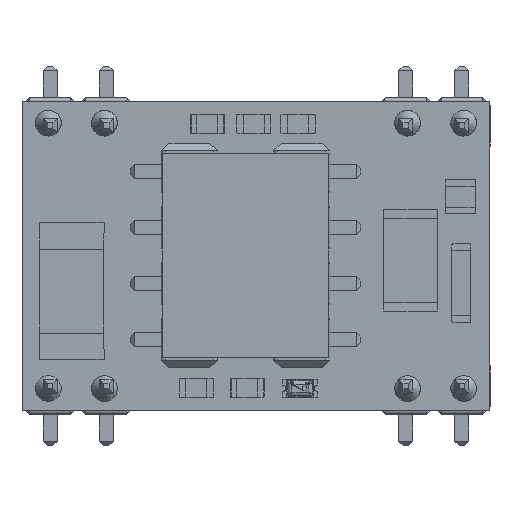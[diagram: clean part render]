
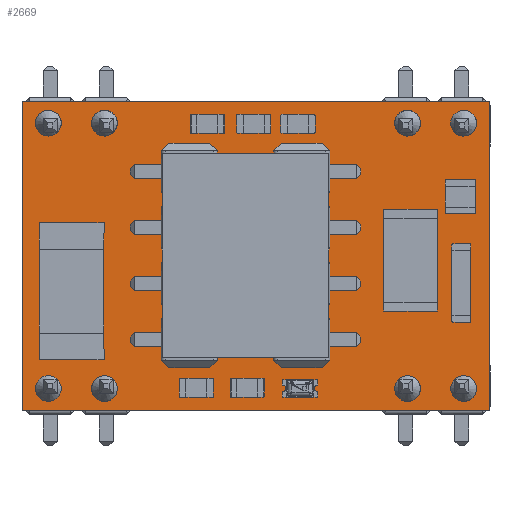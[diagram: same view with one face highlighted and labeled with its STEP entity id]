
A CAD part, top view. The second image highlights one B-rep face of the part: STEP entity #2669.
In plain terms, the highlighted planar face has unit normal (0, 0, 1).
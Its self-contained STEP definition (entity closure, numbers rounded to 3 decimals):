
#1802=CIRCLE('',#19819,0.583);
#1804=CIRCLE('',#19822,0.583);
#1805=CIRCLE('',#19823,0.583);
#1806=CIRCLE('',#19824,0.583);
#1807=CIRCLE('',#19825,0.583);
#1808=CIRCLE('',#19826,0.583);
#1809=CIRCLE('',#19827,0.583);
#1810=CIRCLE('',#19828,0.583);
#1952=FACE_BOUND('',#5580,.T.);
#1953=FACE_BOUND('',#5581,.T.);
#1954=FACE_BOUND('',#5582,.T.);
#1955=FACE_BOUND('',#5583,.T.);
#1956=FACE_BOUND('',#5584,.T.);
#1957=FACE_BOUND('',#5585,.T.);
#1958=FACE_BOUND('',#5586,.T.);
#1959=FACE_BOUND('',#5587,.T.);
#1960=FACE_BOUND('',#5588,.T.);
#2669=ADVANCED_FACE('',(#1952,#1953,#1954,#1955,#1956,#1957,#1958,#1959,
#1960),#3692,.F.);
#3692=PLANE('',#19829);
#5580=EDGE_LOOP('',(#7225));
#5581=EDGE_LOOP('',(#7226));
#5582=EDGE_LOOP('',(#7227));
#5583=EDGE_LOOP('',(#7228));
#5584=EDGE_LOOP('',(#7229));
#5585=EDGE_LOOP('',(#7230));
#5586=EDGE_LOOP('',(#7231));
#5587=EDGE_LOOP('',(#7232,#7233,#7234,#7235));
#5588=EDGE_LOOP('',(#7236));
#7225=ORIENTED_EDGE('',*,*,#13587,.F.);
#7226=ORIENTED_EDGE('',*,*,#13588,.F.);
#7227=ORIENTED_EDGE('',*,*,#13589,.F.);
#7228=ORIENTED_EDGE('',*,*,#13590,.F.);
#7229=ORIENTED_EDGE('',*,*,#13591,.F.);
#7230=ORIENTED_EDGE('',*,*,#13592,.F.);
#7231=ORIENTED_EDGE('',*,*,#13593,.F.);
#7232=ORIENTED_EDGE('',*,*,#13594,.T.);
#7233=ORIENTED_EDGE('',*,*,#13595,.T.);
#7234=ORIENTED_EDGE('',*,*,#13596,.T.);
#7235=ORIENTED_EDGE('',*,*,#13597,.T.);
#7236=ORIENTED_EDGE('',*,*,#13585,.F.);
#11849=VERTEX_POINT('',#26057);
#11851=VERTEX_POINT('',#26062);
#11852=VERTEX_POINT('',#26064);
#11853=VERTEX_POINT('',#26066);
#11854=VERTEX_POINT('',#26068);
#11855=VERTEX_POINT('',#26070);
#11856=VERTEX_POINT('',#26072);
#11857=VERTEX_POINT('',#26074);
#11858=VERTEX_POINT('',#26076);
#11859=VERTEX_POINT('',#26077);
#11860=VERTEX_POINT('',#26079);
#11861=VERTEX_POINT('',#26081);
#13585=EDGE_CURVE('',#11849,#11849,#1802,.T.);
#13587=EDGE_CURVE('',#11851,#11851,#1804,.T.);
#13588=EDGE_CURVE('',#11852,#11852,#1805,.T.);
#13589=EDGE_CURVE('',#11853,#11853,#1806,.T.);
#13590=EDGE_CURVE('',#11854,#11854,#1807,.T.);
#13591=EDGE_CURVE('',#11855,#11855,#1808,.T.);
#13592=EDGE_CURVE('',#11856,#11856,#1809,.T.);
#13593=EDGE_CURVE('',#11857,#11857,#1810,.T.);
#13594=EDGE_CURVE('',#11858,#11859,#16046,.T.);
#13595=EDGE_CURVE('',#11859,#11860,#16047,.T.);
#13596=EDGE_CURVE('',#11860,#11861,#16048,.T.);
#13597=EDGE_CURVE('',#11861,#11858,#16049,.T.);
#16046=LINE('',#26075,#17983);
#16047=LINE('',#26078,#17984);
#16048=LINE('',#26080,#17985);
#16049=LINE('',#26082,#17986);
#17983=VECTOR('',#21365,1.);
#17984=VECTOR('',#21366,1.);
#17985=VECTOR('',#21367,1.);
#17986=VECTOR('',#21368,1.);
#19819=AXIS2_PLACEMENT_3D('',#26056,#21345,#21346);
#19822=AXIS2_PLACEMENT_3D('',#26061,#21351,#21352);
#19823=AXIS2_PLACEMENT_3D('',#26063,#21353,#21354);
#19824=AXIS2_PLACEMENT_3D('',#26065,#21355,#21356);
#19825=AXIS2_PLACEMENT_3D('',#26067,#21357,#21358);
#19826=AXIS2_PLACEMENT_3D('',#26069,#21359,#21360);
#19827=AXIS2_PLACEMENT_3D('',#26071,#21361,#21362);
#19828=AXIS2_PLACEMENT_3D('',#26073,#21363,#21364);
#19829=AXIS2_PLACEMENT_3D('',#26083,#21369,#21370);
#21345=DIRECTION('',(0.,0.,1.));
#21346=DIRECTION('',(1.,0.,0.));
#21351=DIRECTION('',(0.,0.,1.));
#21352=DIRECTION('',(-1.,0.,0.));
#21353=DIRECTION('',(0.,0.,1.));
#21354=DIRECTION('',(-1.,0.,0.));
#21355=DIRECTION('',(0.,0.,1.));
#21356=DIRECTION('',(-1.,0.,0.));
#21357=DIRECTION('',(0.,0.,1.));
#21358=DIRECTION('',(-1.,0.,0.));
#21359=DIRECTION('',(0.,0.,1.));
#21360=DIRECTION('',(-1.,0.,0.));
#21361=DIRECTION('',(0.,0.,1.));
#21362=DIRECTION('',(-1.,0.,0.));
#21363=DIRECTION('',(0.,0.,1.));
#21364=DIRECTION('',(-1.,0.,0.));
#21365=DIRECTION('',(1.,0.,0.));
#21366=DIRECTION('',(0.,1.,0.));
#21367=DIRECTION('',(-1.,0.,0.));
#21368=DIRECTION('',(0.,-1.,0.));
#21369=DIRECTION('',(0.,0.,-1.));
#21370=DIRECTION('',(1.,0.,0.));
#26056=CARTESIAN_POINT('',(-9.405,-6.011,0.));
#26057=CARTESIAN_POINT('',(-8.822,-6.011,0.));
#26061=CARTESIAN_POINT('',(6.865,-6.011,0.));
#26062=CARTESIAN_POINT('',(6.282,-6.011,0.));
#26063=CARTESIAN_POINT('',(9.405,-6.011,0.));
#26064=CARTESIAN_POINT('',(8.822,-6.011,0.));
#26065=CARTESIAN_POINT('',(6.865,6.011,0.));
#26066=CARTESIAN_POINT('',(6.282,6.011,0.));
#26067=CARTESIAN_POINT('',(9.405,6.011,0.));
#26068=CARTESIAN_POINT('',(8.822,6.011,0.));
#26069=CARTESIAN_POINT('',(-6.865,6.011,0.));
#26070=CARTESIAN_POINT('',(-7.448,6.011,0.));
#26071=CARTESIAN_POINT('',(-9.405,6.011,0.));
#26072=CARTESIAN_POINT('',(-9.988,6.011,0.));
#26073=CARTESIAN_POINT('',(-6.865,-6.011,0.));
#26074=CARTESIAN_POINT('',(-7.448,-6.011,0.));
#26075=CARTESIAN_POINT('',(-10.595,-7.,0.));
#26076=CARTESIAN_POINT('',(-10.595,-7.,0.));
#26077=CARTESIAN_POINT('',(10.595,-7.,0.));
#26078=CARTESIAN_POINT('',(10.595,-7.,0.));
#26079=CARTESIAN_POINT('',(10.595,7.,0.));
#26080=CARTESIAN_POINT('',(10.595,7.,0.));
#26081=CARTESIAN_POINT('',(-10.595,7.,0.));
#26082=CARTESIAN_POINT('',(-10.595,7.,0.));
#26083=CARTESIAN_POINT('',(-10.595,-7.,0.));
